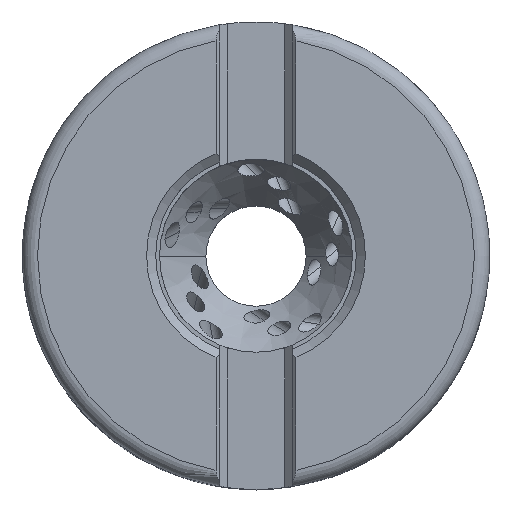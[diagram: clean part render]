
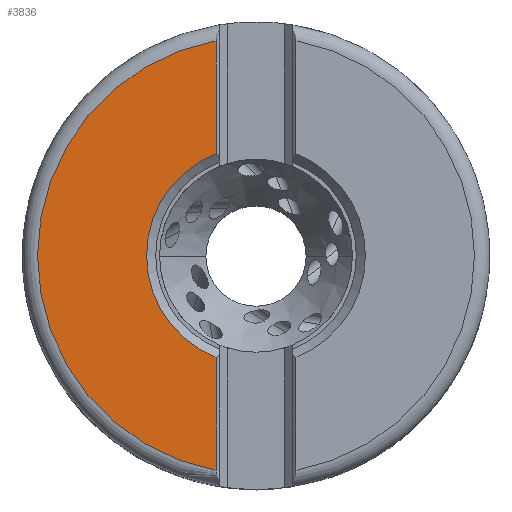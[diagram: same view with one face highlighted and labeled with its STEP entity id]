
A CAD part, top view. The second image highlights one B-rep face of the part: STEP entity #3836.
In plain terms, the highlighted planar face has unit normal (0, 0, 1).
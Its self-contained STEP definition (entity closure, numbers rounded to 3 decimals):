
#1010=PLANE('',#21127);
#1644=LINE('',#43188,#2690);
#1645=LINE('',#43210,#2691);
#2690=VECTOR('',#24461,1.);
#2691=VECTOR('',#24474,1.);
#3836=ADVANCED_FACE('',(#5068),#1010,.T.);
#5068=FACE_OUTER_BOUND('',#6169,.T.);
#6169=EDGE_LOOP('',(#10650,#10651,#10652,#10653));
#7063=CIRCLE('',#21118,28.75);
#7064=CIRCLE('',#21121,14.4);
#10650=ORIENTED_EDGE('',*,*,#17450,.F.);
#10651=ORIENTED_EDGE('',*,*,#17448,.T.);
#10652=ORIENTED_EDGE('',*,*,#17446,.F.);
#10653=ORIENTED_EDGE('',*,*,#17454,.T.);
#14913=VERTEX_POINT('',#43162);
#14914=VERTEX_POINT('',#43164);
#14915=VERTEX_POINT('',#43189);
#14916=VERTEX_POINT('',#43198);
#17446=EDGE_CURVE('',#14913,#14914,#7063,.T.);
#17448=EDGE_CURVE('',#14915,#14914,#1644,.T.);
#17450=EDGE_CURVE('',#14915,#14916,#7064,.T.);
#17454=EDGE_CURVE('',#14913,#14916,#1645,.T.);
#21118=AXIS2_PLACEMENT_3D('',#43163,#24457,#24458);
#21121=AXIS2_PLACEMENT_3D('',#43197,#24464,#24465);
#21127=AXIS2_PLACEMENT_3D('',#43212,#24477,#24478);
#24457=DIRECTION('',(0.,0.,-1.));
#24458=DIRECTION('',(-0.183,-0.983,0.));
#24461=DIRECTION('',(0.,1.,0.));
#24464=DIRECTION('',(0.,0.,1.));
#24465=DIRECTION('',(-0.365,0.931,0.));
#24474=DIRECTION('',(0.,1.,0.));
#24477=DIRECTION('',(0.,0.,1.));
#24478=DIRECTION('',(0.,-1.,0.));
#43162=CARTESIAN_POINT('',(-5.263,-28.264,0.));
#43163=CARTESIAN_POINT('',(0.,0.,0.));
#43164=CARTESIAN_POINT('',(-5.262,28.264,0.));
#43188=CARTESIAN_POINT('',(-5.262,13.404,0.));
#43189=CARTESIAN_POINT('',(-5.262,13.404,0.));
#43197=CARTESIAN_POINT('',(0.,0.,0.));
#43198=CARTESIAN_POINT('',(-5.263,-13.404,0.));
#43210=CARTESIAN_POINT('',(-5.263,-28.264,0.));
#43212=CARTESIAN_POINT('',(-17.006,0.,0.));
